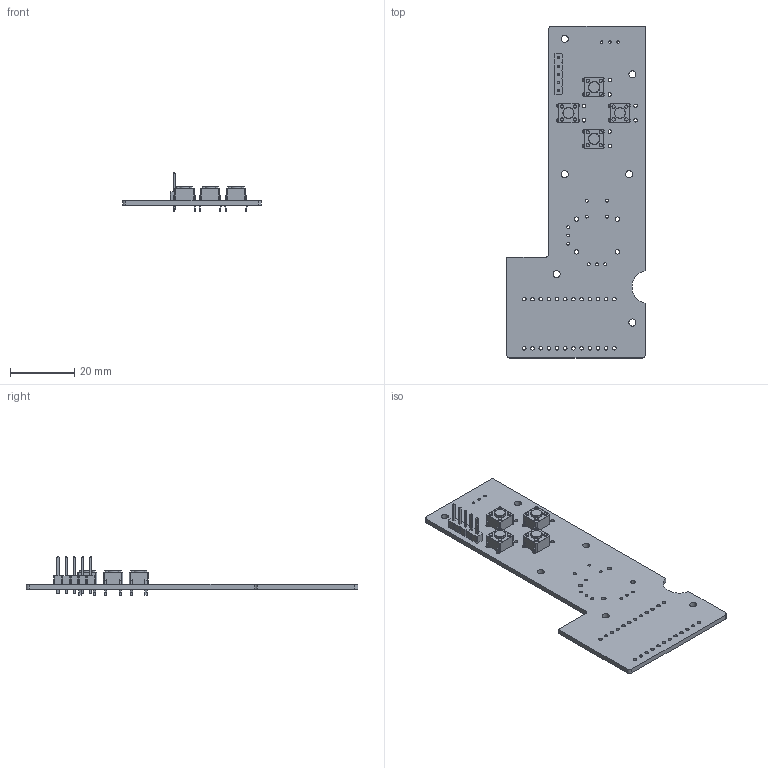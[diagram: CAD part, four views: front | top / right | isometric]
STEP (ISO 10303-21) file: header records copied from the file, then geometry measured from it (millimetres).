
FILE_DESCRIPTION(('KiCad electronic assembly'),'2;1');
FILE_NAME('right.step','2025-04-11T16:53:47',('Pcbnew'),('Kicad'), 'Open CASCADE STEP processor 7.8','KiCad to STEP converter','Unknown' );
FILE_SCHEMA(('AUTOMOTIVE_DESIGN { 1 0 10303 214 1 1 1 1 }'));
Length unit declared in the file: millimetre
Products named in the file (4): right 1; SW_PUSH_6mm_H4.3mm; PinHeader_1x05_P2.54mm_Vertical; right_PCB
Assembly tree (6 placements, depth 2):
  right 1
    SW_PUSH_6mm_H4.3mm  x4
    PinHeader_1x05_P2.54mm_Vertical
    right_PCB
Bounding box: 43 x 103 x 12.04 mm (x, y, z)
Volume: 5777.8 mm3; surface area: 8659.4 mm2
Topology: 6 solids, 6 shells, 626 faces, 1644 edges, 1060 vertices
Faces by surface type: plane 385, cylinder 237, torus 4
Full cylindrical faces by diameter (mm): 0.8 x3, 0.889 x6, 0.9 x4, 1 x21, 1.1 x40, 1.397 x4, 2.2 x6, 3.5 x4
Entity records: 11470 total; most frequent: DIRECTION 1675, CARTESIAN_POINT 1654, ORIENTED_EDGE 1626, EDGE_CURVE 813, LINE 587, VECTOR 587, AXIS2_PLACEMENT_3D 544, VERTEX_POINT 523
